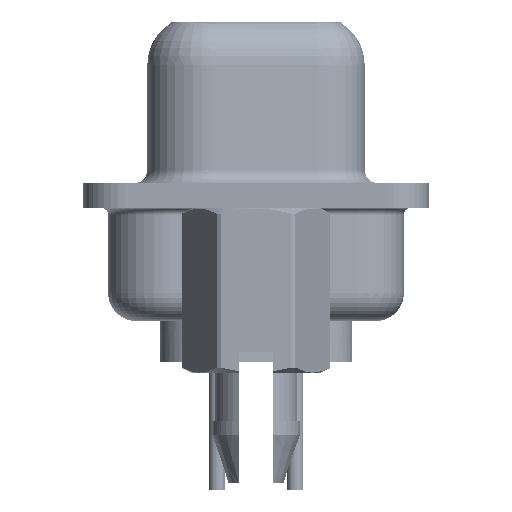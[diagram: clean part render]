
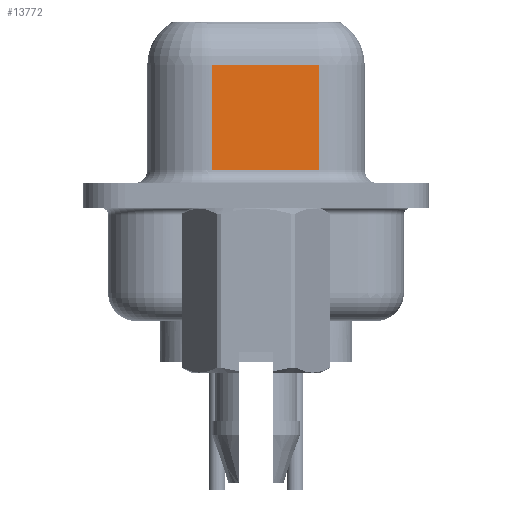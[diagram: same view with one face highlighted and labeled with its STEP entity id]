
A CAD part, left-side view. The second image highlights one B-rep face of the part: STEP entity #13772.
In plain terms, the highlighted planar face has unit normal (-0.985, -0.174, 0).
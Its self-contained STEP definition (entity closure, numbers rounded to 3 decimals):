
#745 = EDGE_CURVE ( 'NONE', #33702, #24501, #3317, .T. ) ;
#2523 = CARTESIAN_POINT ( 'NONE',  ( 5.048, -2.297, 0.95 ) ) ;
#2563 = CARTESIAN_POINT ( 'NONE',  ( 4.36, 1.603, 0.95 ) ) ;
#3023 = LINE ( 'NONE', #22270, #31359 ) ;
#3317 = LINE ( 'NONE', #32160, #11836 ) ;
#3420 = EDGE_CURVE ( 'NONE', #24501, #24030, #17950, .T. ) ;
#3884 = DIRECTION ( 'NONE',  ( -0.174, 0.985, 0. ) ) ;
#4713 = CARTESIAN_POINT ( 'NONE',  ( 5.048, -2.297, 6.52 ) ) ;
#4889 = DIRECTION ( 'NONE',  ( 0.174, -0.985, 0. ) ) ;
#7678 = VECTOR ( 'NONE', #22624, 1000. ) ;
#7703 = VECTOR ( 'NONE', #4889, 1000. ) ;
#7897 = PLANE ( 'NONE',  #32844 ) ;
#8023 = ORIENTED_EDGE ( 'NONE', *, *, #745, .T. ) ;
#8460 = DIRECTION ( 'NONE',  ( 0., 0., -1. ) ) ;
#8676 = ORIENTED_EDGE ( 'NONE', *, *, #25000, .F. ) ;
#10485 = DIRECTION ( 'NONE',  ( -0.174, 0.985, 0. ) ) ;
#10784 = ORIENTED_EDGE ( 'NONE', *, *, #3420, .T. ) ;
#11166 = DIRECTION ( 'NONE',  ( 0.985, 0.174, 0. ) ) ;
#11836 = VECTOR ( 'NONE', #8460, 1000. ) ;
#13043 = CARTESIAN_POINT ( 'NONE',  ( 5.048, -2.297, 6.52 ) ) ;
#13772 = ADVANCED_FACE ( 'NONE', ( #25613 ), #7897, .F. ) ;
#17278 = CARTESIAN_POINT ( 'NONE',  ( 5.048, -2.297, 0.95 ) ) ;
#17474 = EDGE_LOOP ( 'NONE', ( #8676, #28317, #8023, #10784 ) ) ;
#17950 = LINE ( 'NONE', #17278, #7703 ) ;
#19388 = CARTESIAN_POINT ( 'NONE',  ( 4.36, 1.603, 4.77 ) ) ;
#20529 = LINE ( 'NONE', #4713, #7678 ) ;
#22099 = CARTESIAN_POINT ( 'NONE',  ( 5.048, -2.297, 4.77 ) ) ;
#22270 = CARTESIAN_POINT ( 'NONE',  ( 5.048, -2.297, 4.77 ) ) ;
#22624 = DIRECTION ( 'NONE',  ( 0., 0., -1. ) ) ;
#24030 = VERTEX_POINT ( 'NONE', #2523 ) ;
#24501 = VERTEX_POINT ( 'NONE', #2563 ) ;
#25000 = EDGE_CURVE ( 'NONE', #27814, #24030, #20529, .T. ) ;
#25613 = FACE_OUTER_BOUND ( 'NONE', #17474, .T. ) ;
#27814 = VERTEX_POINT ( 'NONE', #22099 ) ;
#28317 = ORIENTED_EDGE ( 'NONE', *, *, #29366, .T. ) ;
#29366 = EDGE_CURVE ( 'NONE', #27814, #33702, #3023, .T. ) ;
#31359 = VECTOR ( 'NONE', #3884, 1000. ) ;
#32160 = CARTESIAN_POINT ( 'NONE',  ( 4.36, 1.603, 6.52 ) ) ;
#32844 = AXIS2_PLACEMENT_3D ( 'NONE', #13043, #11166, #10485 ) ;
#33702 = VERTEX_POINT ( 'NONE', #19388 ) ;
